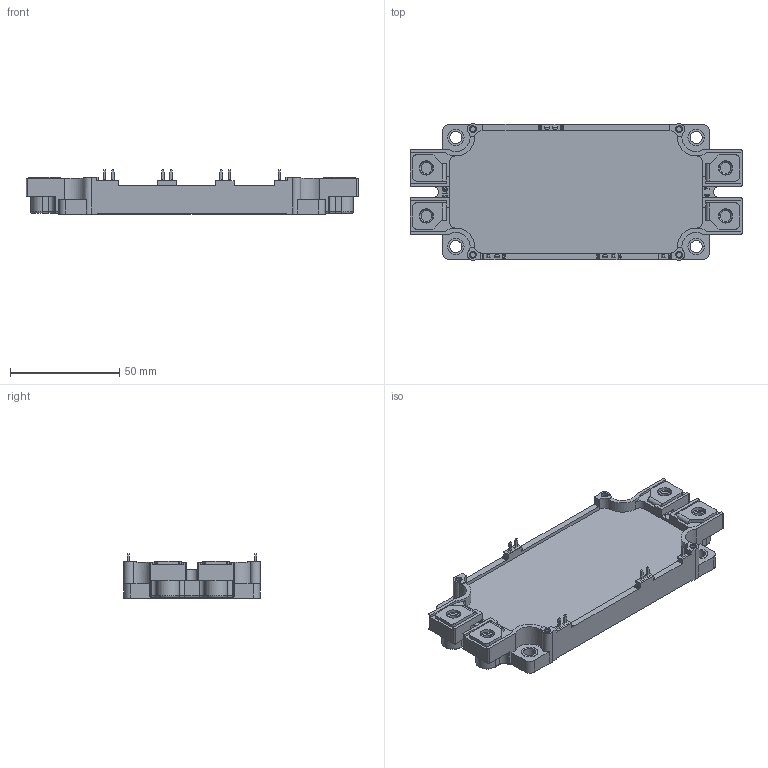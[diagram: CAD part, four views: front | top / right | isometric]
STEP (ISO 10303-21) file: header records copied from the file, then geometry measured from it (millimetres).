
FILE_DESCRIPTION(/* description */ ('Unknown'),/* implementation_level */ '2;1');
FILE_NAME(/* name */ 'VINCOE3-21MW-L750-01-OL',/* time_stamp */ '2016-10-18T08:55:28+02:00',/* author */ ('Unknown'),/* organization */ ('Unknown'),/* preprocessor_version */ 'ST-DEVELOPER v16',/* originating_system */ 'DEX',/* authorisation */ $);
FILE_SCHEMA (('AUTOMOTIVE_DESIGN {1 0 10303 214 3 1 1}'));
Length unit declared in the file: millimetre
Products named in the file (1): VINCOE3-21MW-L750-01-OL
Bounding box: 152 x 62.5 x 20.5 mm (x, y, z)
Volume: 96140.1 mm3; surface area: 30269.7 mm2
Topology: 1 solids, 81 shells, 1197 faces, 2768 edges, 1783 vertices
Faces by surface type: plane 866, cylinder 210, cone 68, bspline 33, torus 16, sphere 4
Full cylindrical faces by diameter (mm): 2.32 x4, 2.6 x4, 5 x4, 6.5 x8, 7.5 x4
Entity records: 42865 total; most frequent: CARTESIAN_POINT 7694, DIRECTION 5452, ORIENTED_EDGE 5390, EDGE_CURVE 2695, LINE 1914, VECTOR 1914, AXIS2_PLACEMENT_3D 1769, VERTEX_POINT 1761
